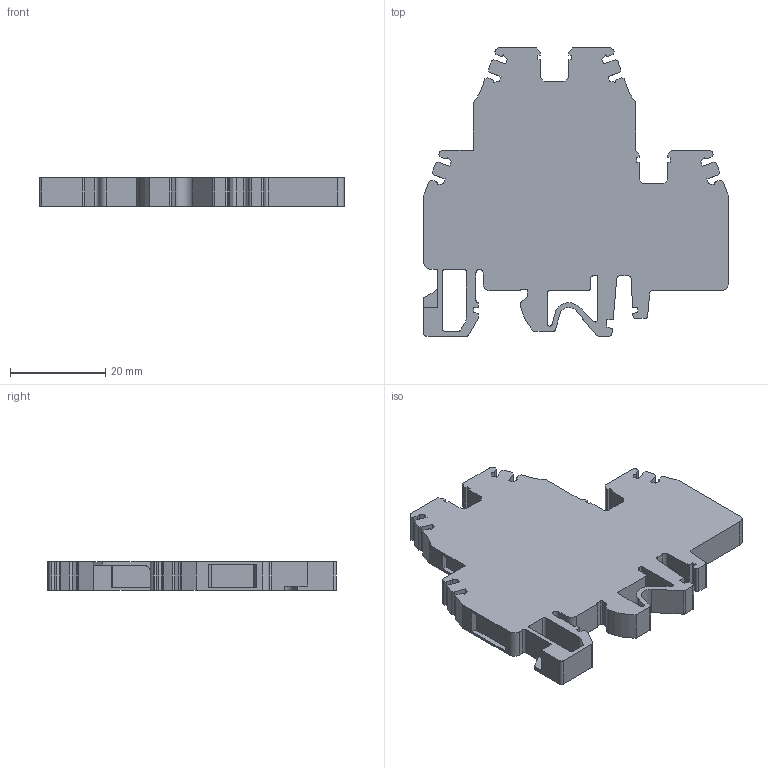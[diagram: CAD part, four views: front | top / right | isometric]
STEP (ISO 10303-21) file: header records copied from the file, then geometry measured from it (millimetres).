
FILE_DESCRIPTION(('Creo Elements/Direct Modeling STEP Export'),'2;1');
FILE_NAME('DAS.4.stp','2013-03-04T10:40:03',(''),(''),'Creo Elements/Direct Modeling STEP processor for AP214 (Solid Model)','Creo Elements/Direct Modeling 18.0B 02-Dec-2011 (C) Parametric Technology GmbH','');
FILE_SCHEMA(('AUTOMOTIVE_DESIGN { 1 0 10303 214 1 1 1 1 }'));
Length unit declared in the file: millimetre
Products named in the file (3): DAS_4-79980.PRT; DAS_4-80310.ASM; DAS_4.stp
Assembly tree (2 placements, depth 3):
  DAS_4.stp
    DAS_4-80310.ASM
      DAS_4-79980.PRT
Bounding box: 64 x 60.5 x 6 mm (x, y, z)
Volume: 14634.4 mm3; surface area: 7888.6 mm2
Topology: 1 solids, 1 shells, 241 faces, 707 edges, 473 vertices
Faces by surface type: plane 182, cylinder 59
Entity records: 7986 total; most frequent: CARTESIAN_POINT 1422, ORIENTED_EDGE 1414, DIRECTION 1290, EDGE_CURVE 707, VECTOR 586, LINE 586, VERTEX_POINT 473, AXIS2_PLACEMENT_3D 352
